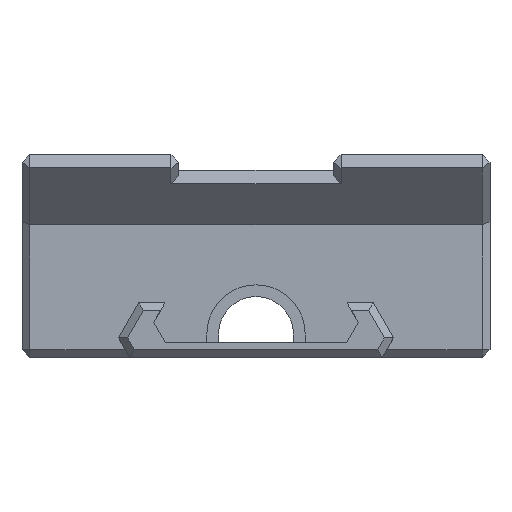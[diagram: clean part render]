
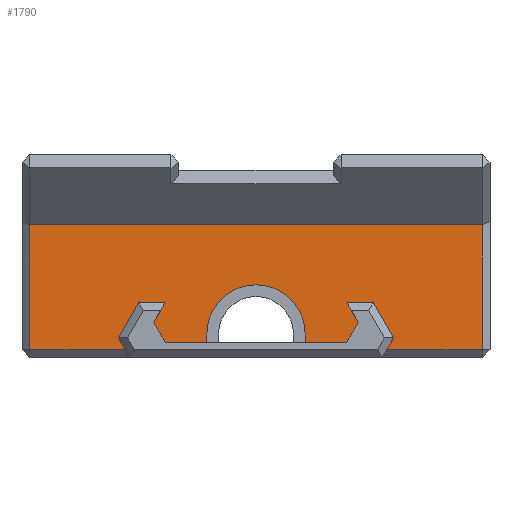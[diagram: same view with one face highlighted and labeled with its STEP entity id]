
A CAD part, front view. The second image highlights one B-rep face of the part: STEP entity #1790.
In plain terms, the highlighted planar face has unit normal (0, -1, 0).
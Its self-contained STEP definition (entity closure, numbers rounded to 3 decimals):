
#25=CIRCLE('',#1889,6.3);
#125=FACE_OUTER_BOUND('',#224,.T.);
#224=EDGE_LOOP('',(#1569,#1570,#1571,#1572,#1573,#1574,#1575,#1576,#1577,
#1578,#1579,#1580,#1581,#1582,#1583,#1584,#1585,#1586,#1587,#1588));
#249=LINE('',#2418,#488);
#299=LINE('',#2518,#538);
#321=LINE('',#2561,#560);
#328=LINE('',#2577,#567);
#331=LINE('',#2583,#570);
#335=LINE('',#2591,#574);
#339=LINE('',#2601,#578);
#343=LINE('',#2608,#582);
#346=LINE('',#2614,#585);
#350=LINE('',#2622,#589);
#352=LINE('',#2625,#591);
#355=LINE('',#2631,#594);
#358=LINE('',#2636,#597);
#364=LINE('',#2647,#603);
#367=LINE('',#2653,#606);
#425=LINE('',#2782,#664);
#460=LINE('',#2857,#699);
#462=LINE('',#2860,#701);
#464=LINE('',#2863,#703);
#488=VECTOR('',#1948,10.);
#538=VECTOR('',#2044,10.);
#560=VECTOR('',#2066,10.);
#567=VECTOR('',#2077,10.);
#570=VECTOR('',#2082,10.);
#574=VECTOR('',#2088,10.);
#578=VECTOR('',#2094,10.);
#582=VECTOR('',#2100,10.);
#585=VECTOR('',#2105,10.);
#589=VECTOR('',#2111,10.);
#591=VECTOR('',#2115,10.);
#594=VECTOR('',#2120,10.);
#597=VECTOR('',#2125,10.);
#603=VECTOR('',#2133,10.);
#606=VECTOR('',#2138,10.);
#664=VECTOR('',#2266,10.);
#699=VECTOR('',#2345,10.);
#701=VECTOR('',#2349,10.);
#703=VECTOR('',#2353,10.);
#725=VERTEX_POINT('',#2415);
#726=VERTEX_POINT('',#2417);
#749=VERTEX_POINT('',#2510);
#752=VERTEX_POINT('',#2515);
#753=VERTEX_POINT('',#2517);
#774=VERTEX_POINT('',#2559);
#778=VERTEX_POINT('',#2570);
#781=VERTEX_POINT('',#2575);
#783=VERTEX_POINT('',#2581);
#786=VERTEX_POINT('',#2589);
#790=VERTEX_POINT('',#2598);
#791=VERTEX_POINT('',#2600);
#793=VERTEX_POINT('',#2606);
#795=VERTEX_POINT('',#2612);
#798=VERTEX_POINT('',#2620);
#800=VERTEX_POINT('',#2629);
#805=VERTEX_POINT('',#2645);
#807=VERTEX_POINT('',#2652);
#837=VERTEX_POINT('',#2780);
#852=VERTEX_POINT('',#2834);
#877=EDGE_CURVE('',#726,#725,#249,.T.);
#927=EDGE_CURVE('',#753,#752,#299,.T.);
#949=EDGE_CURVE('',#749,#774,#321,.T.);
#956=EDGE_CURVE('',#778,#781,#328,.T.);
#959=EDGE_CURVE('',#781,#783,#331,.T.);
#963=EDGE_CURVE('',#783,#786,#335,.T.);
#967=EDGE_CURVE('',#791,#790,#339,.T.);
#971=EDGE_CURVE('',#790,#793,#343,.T.);
#974=EDGE_CURVE('',#793,#795,#346,.T.);
#978=EDGE_CURVE('',#795,#798,#350,.T.);
#980=EDGE_CURVE('',#798,#749,#352,.T.);
#983=EDGE_CURVE('',#752,#800,#355,.T.);
#986=EDGE_CURVE('',#800,#778,#358,.T.);
#992=EDGE_CURVE('',#774,#805,#364,.T.);
#995=EDGE_CURVE('',#807,#753,#367,.T.);
#1059=EDGE_CURVE('',#837,#786,#425,.T.);
#1070=EDGE_CURVE('',#805,#807,#25,.T.);
#1098=EDGE_CURVE('',#726,#837,#460,.T.);
#1100=EDGE_CURVE('',#791,#852,#462,.T.);
#1102=EDGE_CURVE('',#852,#725,#464,.T.);
#1569=ORIENTED_EDGE('',*,*,#971,.T.);
#1570=ORIENTED_EDGE('',*,*,#974,.T.);
#1571=ORIENTED_EDGE('',*,*,#978,.T.);
#1572=ORIENTED_EDGE('',*,*,#980,.T.);
#1573=ORIENTED_EDGE('',*,*,#949,.T.);
#1574=ORIENTED_EDGE('',*,*,#992,.T.);
#1575=ORIENTED_EDGE('',*,*,#1070,.T.);
#1576=ORIENTED_EDGE('',*,*,#995,.T.);
#1577=ORIENTED_EDGE('',*,*,#927,.T.);
#1578=ORIENTED_EDGE('',*,*,#983,.T.);
#1579=ORIENTED_EDGE('',*,*,#986,.T.);
#1580=ORIENTED_EDGE('',*,*,#956,.T.);
#1581=ORIENTED_EDGE('',*,*,#959,.T.);
#1582=ORIENTED_EDGE('',*,*,#963,.T.);
#1583=ORIENTED_EDGE('',*,*,#1059,.F.);
#1584=ORIENTED_EDGE('',*,*,#1098,.F.);
#1585=ORIENTED_EDGE('',*,*,#877,.T.);
#1586=ORIENTED_EDGE('',*,*,#1102,.F.);
#1587=ORIENTED_EDGE('',*,*,#1100,.F.);
#1588=ORIENTED_EDGE('',*,*,#967,.T.);
#1692=PLANE('',#1911);
#1790=ADVANCED_FACE('',(#125),#1692,.T.);
#1889=AXIS2_PLACEMENT_3D('',#2803,#2285,#2286);
#1911=AXIS2_PLACEMENT_3D('',#2868,#2361,#2362);
#1948=DIRECTION('',(-1.,0.,0.));
#2044=DIRECTION('',(1.,0.,0.));
#2066=DIRECTION('',(1.,0.,0.));
#2077=DIRECTION('',(1.,0.,0.));
#2082=DIRECTION('',(0.5,0.,-0.866));
#2088=DIRECTION('',(-0.5,0.,-0.866));
#2094=DIRECTION('',(-0.5,0.,0.866));
#2100=DIRECTION('',(0.5,0.,0.866));
#2105=DIRECTION('',(1.,0.,0.));
#2111=DIRECTION('',(-0.5,0.,-0.866));
#2115=DIRECTION('',(0.5,0.,-0.866));
#2120=DIRECTION('',(0.5,0.,0.866));
#2125=DIRECTION('',(-0.5,0.,0.866));
#2133=DIRECTION('',(0.,0.,1.));
#2138=DIRECTION('',(0.,0.,-1.));
#2266=DIRECTION('',(-1.,0.,0.));
#2285=DIRECTION('center_axis',(0.,1.,0.));
#2286=DIRECTION('ref_axis',(1.,0.,0.));
#2345=DIRECTION('',(0.,0.,-1.));
#2349=DIRECTION('',(-1.,0.,0.));
#2353=DIRECTION('',(0.,0.,1.));
#2361=DIRECTION('center_axis',(0.,-1.,0.));
#2362=DIRECTION('ref_axis',(0.,0.,1.));
#2415=CARTESIAN_POINT('',(601.12,-11.901,11.928));
#2417=CARTESIAN_POINT('',(659.12,-11.901,11.928));
#2418=CARTESIAN_POINT('',(601.12,-11.901,11.928));
#2510=CARTESIAN_POINT('',(618.505,-11.901,-3.172));
#2515=CARTESIAN_POINT('',(641.734,-11.901,-3.172));
#2517=CARTESIAN_POINT('',(636.42,-11.901,-3.172));
#2518=CARTESIAN_POINT('',(636.42,-11.901,-3.172));
#2559=CARTESIAN_POINT('',(623.82,-11.901,-3.172));
#2561=CARTESIAN_POINT('',(618.505,-11.901,-3.172));
#2570=CARTESIAN_POINT('',(641.792,-11.901,1.928));
#2575=CARTESIAN_POINT('',(645.141,-11.901,1.928));
#2577=CARTESIAN_POINT('',(641.792,-11.901,1.928));
#2581=CARTESIAN_POINT('',(647.739,-11.901,-2.572));
#2583=CARTESIAN_POINT('',(645.141,-11.901,1.928));
#2589=CARTESIAN_POINT('',(646.873,-11.901,-4.072));
#2591=CARTESIAN_POINT('',(647.739,-11.901,-2.572));
#2598=CARTESIAN_POINT('',(612.501,-11.901,-2.572));
#2600=CARTESIAN_POINT('',(613.367,-11.901,-4.072));
#2601=CARTESIAN_POINT('',(613.367,-11.901,-4.072));
#2606=CARTESIAN_POINT('',(615.099,-11.901,1.928));
#2608=CARTESIAN_POINT('',(612.501,-11.901,-2.572));
#2612=CARTESIAN_POINT('',(618.448,-11.901,1.928));
#2614=CARTESIAN_POINT('',(615.099,-11.901,1.928));
#2620=CARTESIAN_POINT('',(617.004,-11.901,-0.572));
#2622=CARTESIAN_POINT('',(618.448,-11.901,1.928));
#2625=CARTESIAN_POINT('',(617.004,-11.901,-0.572));
#2629=CARTESIAN_POINT('',(643.235,-11.901,-0.572));
#2631=CARTESIAN_POINT('',(641.734,-11.901,-3.172));
#2636=CARTESIAN_POINT('',(643.235,-11.901,-0.572));
#2645=CARTESIAN_POINT('',(623.82,-11.901,-2.072));
#2647=CARTESIAN_POINT('',(623.82,-11.901,-3.172));
#2652=CARTESIAN_POINT('',(636.42,-11.901,-2.072));
#2653=CARTESIAN_POINT('',(636.42,-11.901,-2.072));
#2780=CARTESIAN_POINT('',(659.12,-11.901,-4.072));
#2782=CARTESIAN_POINT('',(659.12,-11.901,-4.072));
#2803=CARTESIAN_POINT('Origin',(630.12,-11.901,-2.072));
#2834=CARTESIAN_POINT('',(601.12,-11.901,-4.072));
#2857=CARTESIAN_POINT('',(659.12,-11.901,4.928));
#2860=CARTESIAN_POINT('',(613.367,-11.901,-4.072));
#2863=CARTESIAN_POINT('',(601.12,-11.901,4.928));
#2868=CARTESIAN_POINT('Origin',(600.12,-11.901,4.928));
